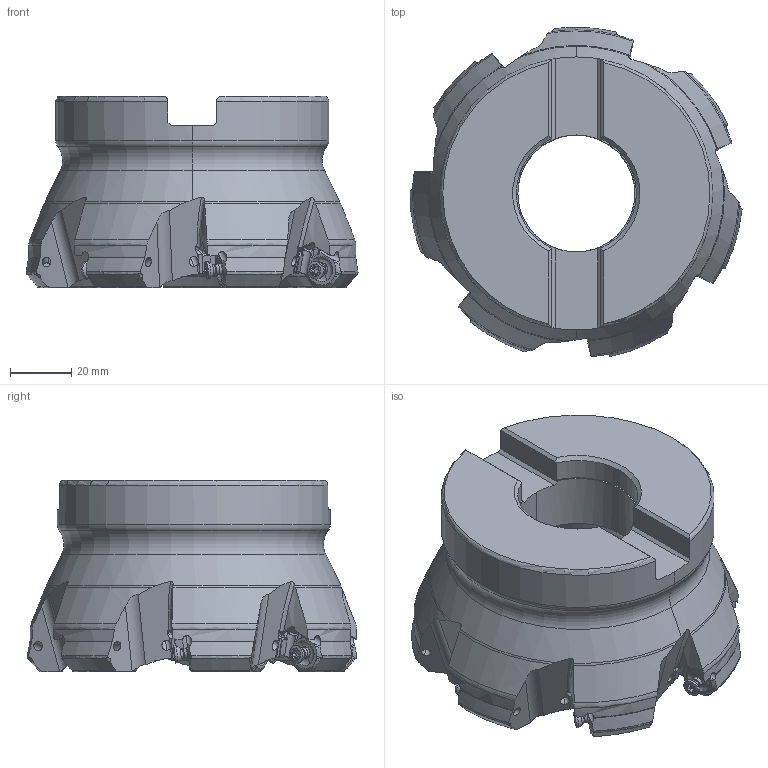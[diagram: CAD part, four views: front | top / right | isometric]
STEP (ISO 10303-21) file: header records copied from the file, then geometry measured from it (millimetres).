
FILE_DESCRIPTION(/* description */ (''),/* implementation_level */ '2;1');
FILE_NAME(/* name */ 'AHX440SUR0407EA.stp',/* time_stamp */ '2017-10-20T17:32:37+09:00',/* author */ (''),/* organization */ (''),/* preprocessor_version */ 'ST-DEVELOPER v16',/* originating_system */ 'SIEMENS PLM Software NX 10.0',/* authorisation */ '');
FILE_SCHEMA (('AUTOMOTIVE_DESIGN { 1 0 10303 214 3 1 1 1 }'));
Length unit declared in the file: millimetre
Products named in the file (1): AHX440SUR0407EA_ASM
Bounding box: 108.11 x 107.26 x 62.35 mm (x, y, z)
Volume: 296215.8 mm3; surface area: 45130.7 mm2
Topology: 8 solids, 8 shells, 923 faces, 2643 edges, 1728 vertices
Faces by surface type: cylinder 383, plane 209, torus 165, cone 82, extrusion 42, bspline 28, sphere 14
Entity records: 39534 total; most frequent: CARTESIAN_POINT 16031, ORIENTED_EDGE 5258, DIRECTION 4564, EDGE_CURVE 2629, AXIS2_PLACEMENT_3D 1884, VERTEX_POINT 1728, EDGE_LOOP 959, ADVANCED_FACE 923
